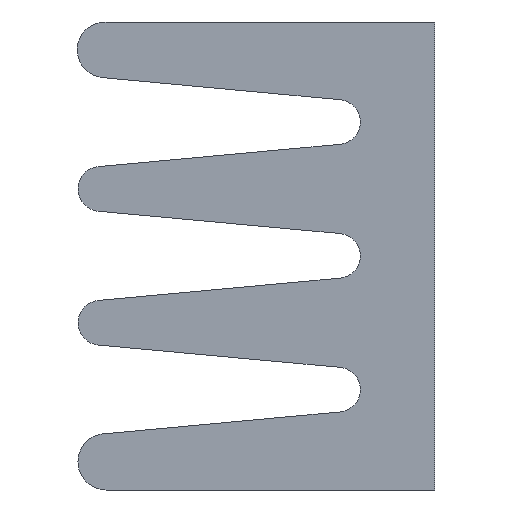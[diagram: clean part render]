
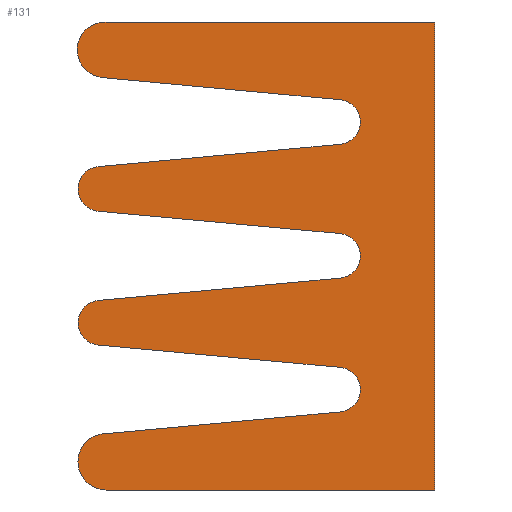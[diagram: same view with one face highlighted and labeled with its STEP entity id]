
A CAD part, left-side view. The second image highlights one B-rep face of the part: STEP entity #131.
In plain terms, the highlighted planar face has unit normal (-1, 0, 0).
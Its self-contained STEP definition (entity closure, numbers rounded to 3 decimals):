
#2 = EDGE_CURVE ( 'NONE', #118, #151, #202, .T. ) ;
#7 = EDGE_CURVE ( 'NONE', #220, #223, #82, .T. ) ;
#11 = EDGE_CURVE ( 'NONE', #231, #143, #102, .T. ) ;
#32 = EDGE_CURVE ( 'NONE', #227, #228, #423, .T. ) ;
#39 = EDGE_CURVE ( 'NONE', #119, #57, #429, .T. ) ;
#41 = ORIENTED_EDGE ( 'NONE', *, *, #116, .F. ) ;
#50 = EDGE_CURVE ( 'NONE', #130, #72, #291, .T. ) ;
#55 = EDGE_LOOP ( 'NONE', ( #133, #69, #132, #41, #136, #134, #58, #135, #60, #62, #244, #59, #247, #61, #245, #86 ) ) ;
#57 = VERTEX_POINT ( 'NONE', #457 ) ;
#58 = ORIENTED_EDGE ( 'NONE', *, *, #225, .T. ) ;
#59 = ORIENTED_EDGE ( 'NONE', *, *, #184, .F. ) ;
#60 = ORIENTED_EDGE ( 'NONE', *, *, #149, .F. ) ;
#61 = ORIENTED_EDGE ( 'NONE', *, *, #246, .F. ) ;
#62 = ORIENTED_EDGE ( 'NONE', *, *, #11, .F. ) ;
#69 = ORIENTED_EDGE ( 'NONE', *, *, #2, .F. ) ;
#72 = VERTEX_POINT ( 'NONE', #292 ) ;
#74 = DIRECTION ( 'NONE',  ( 0., 0.996, 0.092 ) ) ;
#75 = VECTOR ( 'NONE', #74, 1000. ) ;
#76 = DIRECTION ( 'NONE',  ( 0., -0.996, 0.092 ) ) ;
#77 = VECTOR ( 'NONE', #76, 1000. ) ;
#78 = CARTESIAN_POINT ( 'NONE',  ( -13., 4.525, -0.6 ) ) ;
#82 = LINE ( 'NONE', #78, #77 ) ;
#86 = ORIENTED_EDGE ( 'NONE', *, *, #39, .F. ) ;
#101 = CARTESIAN_POINT ( 'NONE',  ( -13., 1.273, -1.5 ) ) ;
#102 = LINE ( 'NONE', #101, #75 ) ;
#116 = EDGE_CURVE ( 'NONE', #234, #212, #612, .T. ) ;
#118 = VERTEX_POINT ( 'NONE', #539 ) ;
#119 = VERTEX_POINT ( 'NONE', #634 ) ;
#130 = VERTEX_POINT ( 'NONE', #586 ) ;
#131 = ADVANCED_FACE ( 'NONE', ( #585 ), #533, .F. ) ;
#132 = ORIENTED_EDGE ( 'NONE', *, *, #172, .T. ) ;
#133 = ORIENTED_EDGE ( 'NONE', *, *, #179, .F. ) ;
#134 = ORIENTED_EDGE ( 'NONE', *, *, #32, .F. ) ;
#135 = ORIENTED_EDGE ( 'NONE', *, *, #7, .F. ) ;
#136 = ORIENTED_EDGE ( 'NONE', *, *, #243, .F. ) ;
#137 = VERTEX_POINT ( 'NONE', #587 ) ;
#141 = EDGE_CURVE ( 'NONE', #231, #142, #553, .T. ) ;
#142 = VERTEX_POINT ( 'NONE', #525 ) ;
#143 = VERTEX_POINT ( 'NONE', #526 ) ;
#149 = EDGE_CURVE ( 'NONE', #143, #220, #505, .T. ) ;
#151 = VERTEX_POINT ( 'NONE', #518 ) ;
#172 = EDGE_CURVE ( 'NONE', #118, #212, #498, .T. ) ;
#179 = EDGE_CURVE ( 'NONE', #151, #119, #305, .T. ) ;
#184 = EDGE_CURVE ( 'NONE', #72, #142, #674, .T. ) ;
#199 = DIRECTION ( 'NONE',  ( 0., 0.996, 0.093 ) ) ;
#200 = VECTOR ( 'NONE', #199, 1000. ) ;
#201 = CARTESIAN_POINT ( 'NONE',  ( -13., 1.273, 2.1 ) ) ;
#202 = LINE ( 'NONE', #201, #200 ) ;
#203 = AXIS2_PLACEMENT_3D ( 'NONE', #623, #751, #657 ) ;
#212 = VERTEX_POINT ( 'NONE', #678 ) ;
#220 = VERTEX_POINT ( 'NONE', #818 ) ;
#223 = VERTEX_POINT ( 'NONE', #763 ) ;
#225 = EDGE_CURVE ( 'NONE', #227, #223, #815, .T. ) ;
#227 = VERTEX_POINT ( 'NONE', #744 ) ;
#228 = VERTEX_POINT ( 'NONE', #764 ) ;
#231 = VERTEX_POINT ( 'NONE', #802 ) ;
#234 = VERTEX_POINT ( 'NONE', #796 ) ;
#243 = EDGE_CURVE ( 'NONE', #228, #234, #699, .T. ) ;
#244 = ORIENTED_EDGE ( 'NONE', *, *, #141, .T. ) ;
#245 = ORIENTED_EDGE ( 'NONE', *, *, #249, .F. ) ;
#246 = EDGE_CURVE ( 'NONE', #137, #130, #688, .T. ) ;
#247 = ORIENTED_EDGE ( 'NONE', *, *, #50, .F. ) ;
#249 = EDGE_CURVE ( 'NONE', #57, #137, #839, .T. ) ;
#286 = DIRECTION ( 'NONE',  ( 0., 0., -1. ) ) ;
#287 = DIRECTION ( 'NONE',  ( 1., 0., 0. ) ) ;
#288 = CARTESIAN_POINT ( 'NONE',  ( -13., 4.421, -2.771 ) ) ;
#289 = AXIS2_PLACEMENT_3D ( 'NONE', #288, #287, #286 ) ;
#291 = CIRCLE ( 'NONE', #289, 0.379 ) ;
#292 = CARTESIAN_POINT ( 'NONE',  ( -13., 4.488, -2.398 ) ) ;
#305 = CIRCLE ( 'NONE', #203, 0.375 ) ;
#420 = DIRECTION ( 'NONE',  ( 0., 0.996, 0.092 ) ) ;
#421 = VECTOR ( 'NONE', #420, 1000. ) ;
#422 = CARTESIAN_POINT ( 'NONE',  ( -13., 1.274, 0.3 ) ) ;
#423 = LINE ( 'NONE', #422, #421 ) ;
#429 = LINE ( 'NONE', #450, #449 ) ;
#448 = DIRECTION ( 'NONE',  ( 0., -1., 0. ) ) ;
#449 = VECTOR ( 'NONE', #448, 1000. ) ;
#450 = CARTESIAN_POINT ( 'NONE',  ( -13., 4.435, 3.146 ) ) ;
#457 = CARTESIAN_POINT ( 'NONE',  ( -13., 0., 3.146 ) ) ;
#488 = DIRECTION ( 'NONE',  ( 0., 0., -1. ) ) ;
#489 = DIRECTION ( 'NONE',  ( 1., 0., 0. ) ) ;
#490 = CARTESIAN_POINT ( 'NONE',  ( -13., 1.301, 1.8 ) ) ;
#496 = AXIS2_PLACEMENT_3D ( 'NONE', #490, #489, #488 ) ;
#498 = CIRCLE ( 'NONE', #496, 0.301 ) ;
#505 = CIRCLE ( 'NONE', #519, 0.301 ) ;
#518 = CARTESIAN_POINT ( 'NONE',  ( -13., 4.469, 2.398 ) ) ;
#519 = AXIS2_PLACEMENT_3D ( 'NONE', #606, #605, #604 ) ;
#520 = DIRECTION ( 'NONE',  ( 0., 0., -1. ) ) ;
#521 = DIRECTION ( 'NONE',  ( 1., 0., 0. ) ) ;
#522 = CARTESIAN_POINT ( 'NONE',  ( -13., 1.301, -1.8 ) ) ;
#523 = AXIS2_PLACEMENT_3D ( 'NONE', #522, #521, #520 ) ;
#525 = CARTESIAN_POINT ( 'NONE',  ( -13., 1.273, -2.1 ) ) ;
#526 = CARTESIAN_POINT ( 'NONE',  ( -13., 4.525, -1.2 ) ) ;
#528 = DIRECTION ( 'NONE',  ( 0., 0., -1. ) ) ;
#529 = DIRECTION ( 'NONE',  ( 1., 0., 0. ) ) ;
#530 = CARTESIAN_POINT ( 'NONE',  ( -13., 4.435, 2.771 ) ) ;
#533 = PLANE ( 'NONE',  #593 ) ;
#539 = CARTESIAN_POINT ( 'NONE',  ( -13., 1.273, 2.1 ) ) ;
#553 = CIRCLE ( 'NONE', #523, 0.301 ) ;
#585 = FACE_OUTER_BOUND ( 'NONE', #55, .T. ) ;
#586 = CARTESIAN_POINT ( 'NONE',  ( -13., 4.421, -3.15 ) ) ;
#587 = CARTESIAN_POINT ( 'NONE',  ( -13., 0., -3.15 ) ) ;
#593 = AXIS2_PLACEMENT_3D ( 'NONE', #530, #529, #528 ) ;
#604 = DIRECTION ( 'NONE',  ( 0., 0., -1. ) ) ;
#605 = DIRECTION ( 'NONE',  ( 1., 0., 0. ) ) ;
#606 = CARTESIAN_POINT ( 'NONE',  ( -13., 4.498, -0.9 ) ) ;
#609 = DIRECTION ( 'NONE',  ( 0., -0.996, 0.092 ) ) ;
#610 = VECTOR ( 'NONE', #609, 1000. ) ;
#611 = CARTESIAN_POINT ( 'NONE',  ( -13., 4.526, 1.2 ) ) ;
#612 = LINE ( 'NONE', #611, #610 ) ;
#623 = CARTESIAN_POINT ( 'NONE',  ( -13., 4.435, 2.771 ) ) ;
#634 = CARTESIAN_POINT ( 'NONE',  ( -13., 4.421, 3.146 ) ) ;
#657 = DIRECTION ( 'NONE',  ( 0., 0., -1. ) ) ;
#674 = LINE ( 'NONE', #762, #761 ) ;
#678 = CARTESIAN_POINT ( 'NONE',  ( -13., 1.273, 1.5 ) ) ;
#682 = DIRECTION ( 'NONE',  ( 0., 0., -1. ) ) ;
#683 = VECTOR ( 'NONE', #682, 1000. ) ;
#684 = CARTESIAN_POINT ( 'NONE',  ( -13., 0., 3.146 ) ) ;
#685 = DIRECTION ( 'NONE',  ( 0., 1., 0. ) ) ;
#686 = VECTOR ( 'NONE', #685, 1000. ) ;
#688 = LINE ( 'NONE', #838, #686 ) ;
#689 = DIRECTION ( 'NONE',  ( 0., 0., -1. ) ) ;
#690 = DIRECTION ( 'NONE',  ( 1., 0., 0. ) ) ;
#699 = CIRCLE ( 'NONE', #700, 0.301 ) ;
#700 = AXIS2_PLACEMENT_3D ( 'NONE', #824, #690, #689 ) ;
#744 = CARTESIAN_POINT ( 'NONE',  ( -13., 1.274, 0.3 ) ) ;
#751 = DIRECTION ( 'NONE',  ( 1., 0., 0. ) ) ;
#760 = DIRECTION ( 'NONE',  ( 0., -0.996, 0.092 ) ) ;
#761 = VECTOR ( 'NONE', #760, 1000. ) ;
#762 = CARTESIAN_POINT ( 'NONE',  ( -13., 4.488, -2.398 ) ) ;
#763 = CARTESIAN_POINT ( 'NONE',  ( -13., 1.274, -0.3 ) ) ;
#764 = CARTESIAN_POINT ( 'NONE',  ( -13., 4.526, 0.6 ) ) ;
#796 = CARTESIAN_POINT ( 'NONE',  ( -13., 4.526, 1.2 ) ) ;
#802 = CARTESIAN_POINT ( 'NONE',  ( -13., 1.273, -1.5 ) ) ;
#811 = DIRECTION ( 'NONE',  ( 0., 0., -1. ) ) ;
#812 = DIRECTION ( 'NONE',  ( 1., 0., 0. ) ) ;
#813 = CARTESIAN_POINT ( 'NONE',  ( -13., 1.301, 0. ) ) ;
#814 = AXIS2_PLACEMENT_3D ( 'NONE', #813, #812, #811 ) ;
#815 = CIRCLE ( 'NONE', #814, 0.301 ) ;
#818 = CARTESIAN_POINT ( 'NONE',  ( -13., 4.525, -0.6 ) ) ;
#824 = CARTESIAN_POINT ( 'NONE',  ( -13., 4.499, 0.9 ) ) ;
#838 = CARTESIAN_POINT ( 'NONE',  ( -13., 0., -3.15 ) ) ;
#839 = LINE ( 'NONE', #684, #683 ) ;
